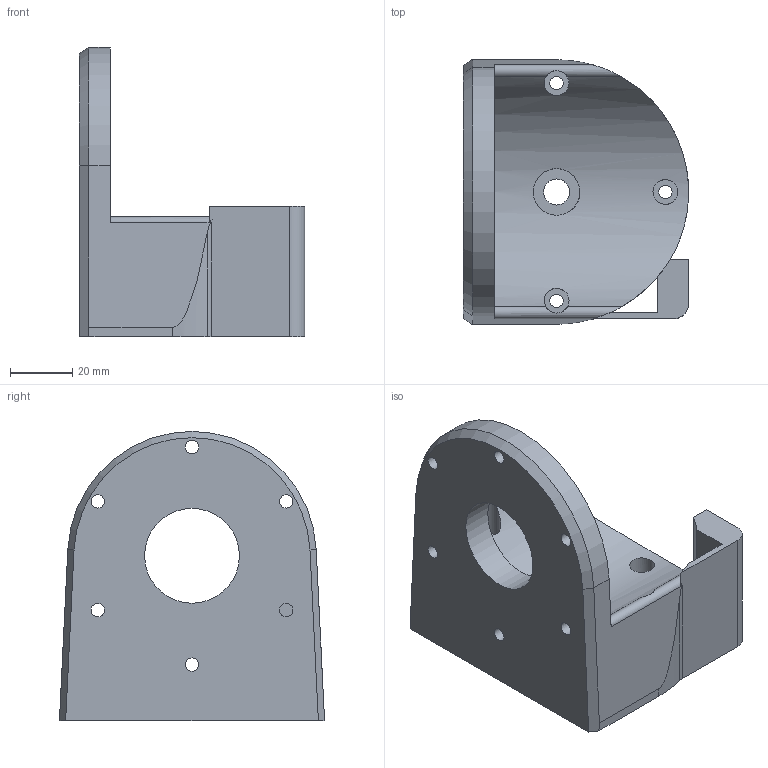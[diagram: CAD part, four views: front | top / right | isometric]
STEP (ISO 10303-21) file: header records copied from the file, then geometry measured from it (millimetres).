
FILE_DESCRIPTION(/* description */ ('STEP AP214'),/* implementation_level */ '2;1');
FILE_NAME(/* name */ '6819420250d50a4ee4875a61',/* time_stamp */ '2025-05-05T22:56:03Z',/* author */ (''),/* organization */ (''),/* preprocessor_version */ 'ST-DEVELOPER v20',/* originating_system */ 'ONSHAPE BY PTC INC, 1.197',/* authorisation */ ' ');
FILE_SCHEMA (('AUTOMOTIVE_DESIGN {1 0 10303 214 3 1 1}'));
Length unit declared in the file: metre
Products named in the file (1): Part 1
Bounding box: 72.5 x 85 x 93 mm (x, y, z)
Volume: 154837.9 mm3; surface area: 35749.8 mm2
Topology: 1 solids, 1 shells, 46 faces, 124 edges, 81 vertices
Faces by surface type: cylinder 26, plane 19, cone 1
Full cylindrical faces by diameter (mm): 4.3 x9, 8 x3, 8.4 x1, 15 x1, 30.5 x1
Entity records: 1529 total; most frequent: CARTESIAN_POINT 366, DIRECTION 225, ORIENTED_EDGE 212, EDGE_CURVE 106, AXIS2_PLACEMENT_3D 87, EDGE_LOOP 86, FACE_BOUND 86, VERTEX_POINT 78
